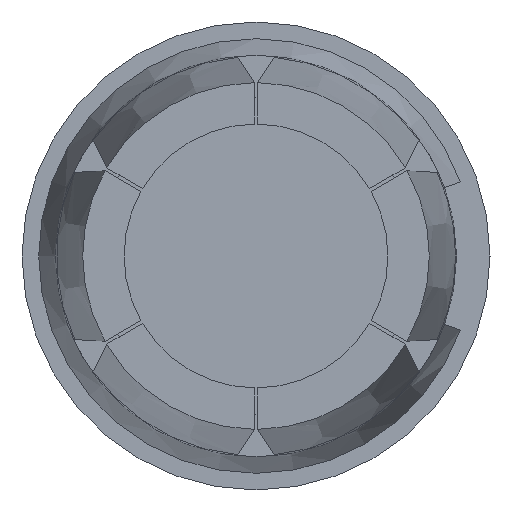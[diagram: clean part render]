
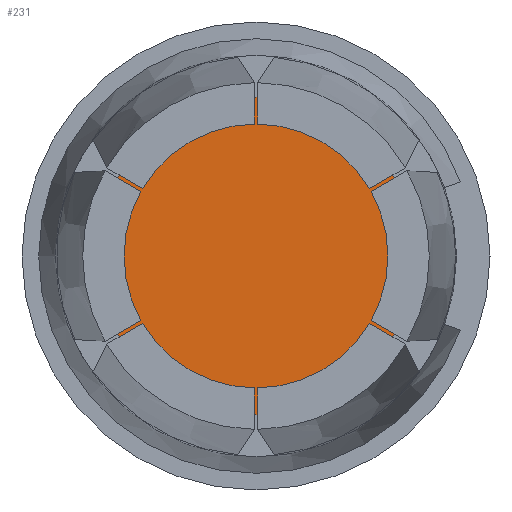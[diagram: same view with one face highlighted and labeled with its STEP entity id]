
A CAD part, front view. The second image highlights one B-rep face of the part: STEP entity #231.
In plain terms, the highlighted planar face has unit normal (0, -1, 0).
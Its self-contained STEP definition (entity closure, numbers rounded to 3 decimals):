
#175=CIRCLE('',#1061,1.905);
#231=ADVANCED_FACE('',(#311),#276,.T.);
#276=PLANE('',#1062);
#311=FACE_OUTER_BOUND('',#378,.T.);
#378=EDGE_LOOP('',(#498));
#498=ORIENTED_EDGE('',*,*,#851,.F.);
#742=VERTEX_POINT('',#1533);
#851=EDGE_CURVE('',#742,#742,#175,.T.);
#1061=AXIS2_PLACEMENT_3D('',#1532,#1251,#1252);
#1062=AXIS2_PLACEMENT_3D('',#1534,#1253,#1254);
#1251=DIRECTION('',(0.,1.,0.));
#1252=DIRECTION('',(1.,0.,0.));
#1253=DIRECTION('',(0.,-1.,0.));
#1254=DIRECTION('',(0.,0.,1.));
#1532=CARTESIAN_POINT('',(-0.264,18.321,-27.562));
#1533=CARTESIAN_POINT('',(1.641,18.321,-27.562));
#1534=CARTESIAN_POINT('',(1.832,18.321,-29.658));
